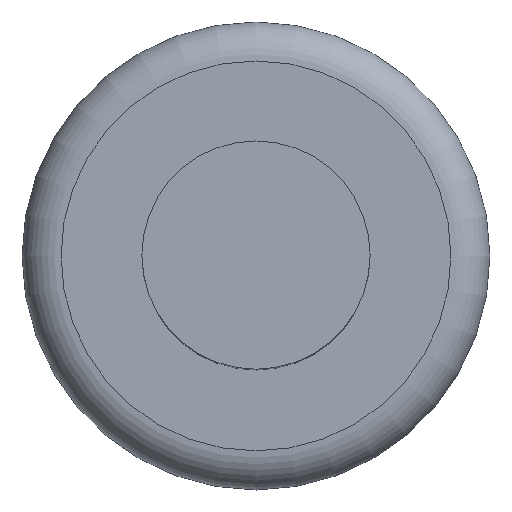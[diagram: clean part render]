
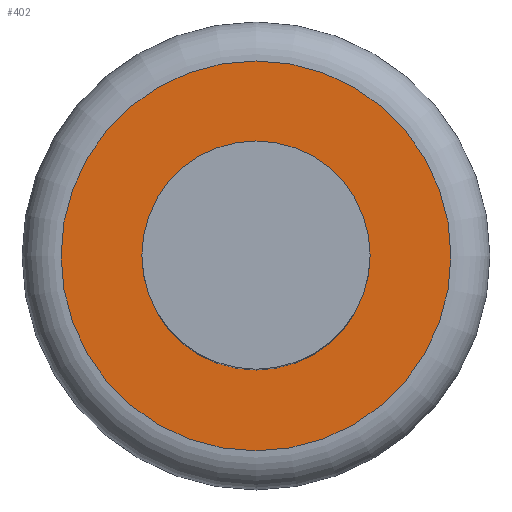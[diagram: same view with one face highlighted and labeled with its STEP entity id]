
A CAD part, top view. The second image highlights one B-rep face of the part: STEP entity #402.
In plain terms, the highlighted planar face has unit normal (0, 0, 1).
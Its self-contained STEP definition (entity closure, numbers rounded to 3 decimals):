
#15=FACE_BOUND('',#142,.T.);
#96=PLANE('',#446);
#118=FACE_OUTER_BOUND('',#141,.T.);
#141=EDGE_LOOP('',(#338));
#142=EDGE_LOOP('',(#339));
#173=CIRCLE('',#444,2.5);
#175=CIRCLE('',#447,1.464);
#206=VERTEX_POINT('',#717);
#207=VERTEX_POINT('',#721);
#255=EDGE_CURVE('',#206,#206,#173,.T.);
#257=EDGE_CURVE('',#207,#207,#175,.F.);
#338=ORIENTED_EDGE('',*,*,#255,.F.);
#339=ORIENTED_EDGE('',*,*,#257,.F.);
#402=ADVANCED_FACE('',(#118,#15),#96,.T.);
#444=AXIS2_PLACEMENT_3D('',#718,#515,#516);
#446=AXIS2_PLACEMENT_3D('',#720,#519,#520);
#447=AXIS2_PLACEMENT_3D('',#722,#521,#522);
#515=DIRECTION('center_axis',(0.,0.,-1.));
#516=DIRECTION('ref_axis',(-1.,0.,0.));
#519=DIRECTION('center_axis',(0.,0.,1.));
#520=DIRECTION('ref_axis',(1.,0.,0.));
#521=DIRECTION('center_axis',(0.,0.,-1.));
#522=DIRECTION('ref_axis',(1.,0.,0.));
#717=CARTESIAN_POINT('',(-2.5,0.,2.4));
#718=CARTESIAN_POINT('Origin',(0.,0.,2.4));
#720=CARTESIAN_POINT('Origin',(1.5,0.,2.4));
#721=CARTESIAN_POINT('',(-1.464,0.,2.4));
#722=CARTESIAN_POINT('Origin',(0.,0.,2.4));
